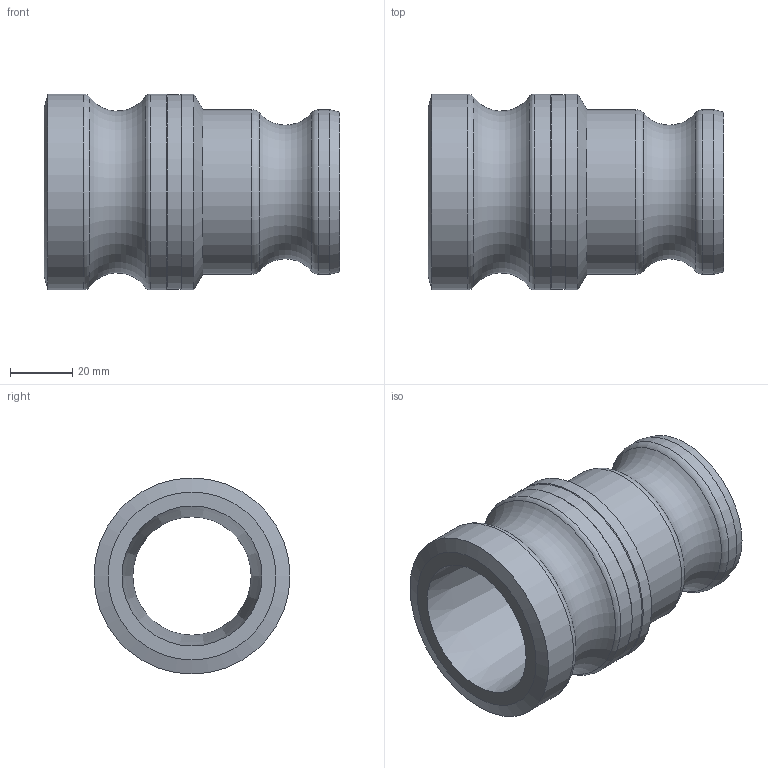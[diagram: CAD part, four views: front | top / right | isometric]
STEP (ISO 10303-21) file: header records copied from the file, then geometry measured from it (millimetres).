
FILE_DESCRIPTION(/* description */ ('SYSTEMREDUZIERSTECKER'),/* implementation_level */ '2;1');
FILE_NAME(/* name */ 'vr_50_n_42.stp',/* time_stamp */ '2020-04-21T10:30:32+02:00',/* author */ ('ertl'),/* organization */ (''),/* preprocessor_version */ 'ST-DEVELOPER v17',/* originating_system */ 'Autodesk Inventor 2018',/* authorisation */ '113500,23 mm^3');
FILE_SCHEMA (('AUTOMOTIVE_DESIGN { 1 0 10303 214 3 1 1 }'));
Length unit declared in the file: millimetre
Products named in the file (1): 20051218B0000009-00
Bounding box: 95 x 63 x 63 mm (x, y, z)
Volume: 113278.1 mm3; surface area: 32188.3 mm2
Topology: 1 solids, 1 shells, 22 faces, 69 edges, 49 vertices
Faces by surface type: cone 7, cylinder 7, torus 6, plane 2
Full cylindrical faces by diameter (mm): 38 x1, 53 x2, 62.5 x1, 63 x3
Entity records: 892 total; most frequent: DIRECTION 170, CARTESIAN_POINT 141, ORIENTED_EDGE 138, AXIS2_PLACEMENT_3D 78, EDGE_CURVE 69, CIRCLE 55, VERTEX_POINT 49, EDGE_LOOP 24
